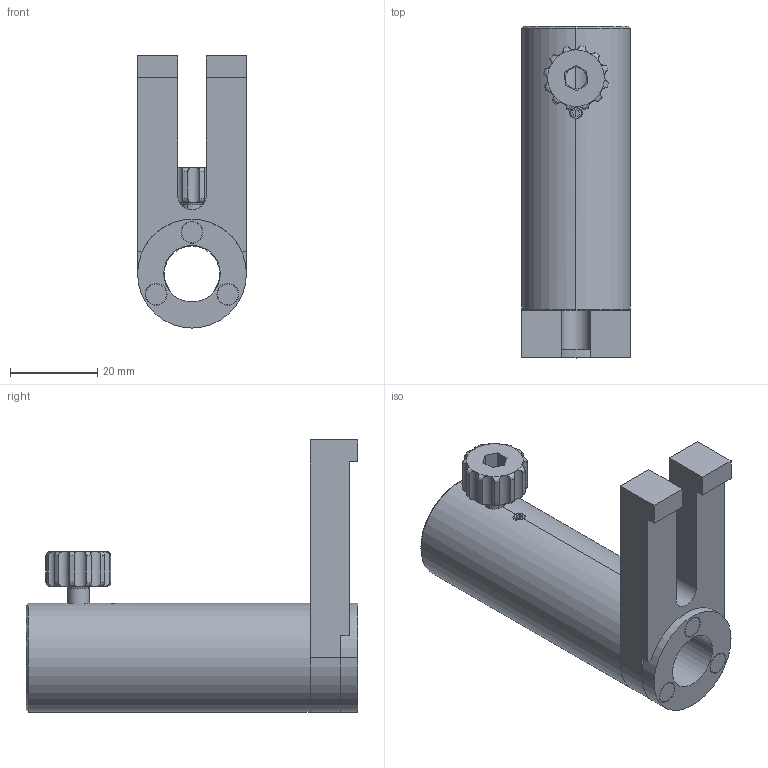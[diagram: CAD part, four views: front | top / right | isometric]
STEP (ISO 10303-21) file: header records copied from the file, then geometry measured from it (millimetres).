
FILE_DESCRIPTION (( 'STEP AP214' ), '1' );
FILE_NAME ('03PHB-3(M).STEP', '2018-07-25T08:26:54', ( '' ), ( '' ), 'SwSTEP 2.0', 'SolidWorks 2016', '' );
FILE_SCHEMA (( 'AUTOMOTIVE_DESIGN' ));
Length unit declared in the file: millimetre
Products named in the file (1): 03PHB-3(M)
Bounding box: 25 x 76.2 x 62.5 mm (x, y, z)
Surface area: 14559.1 mm2 (no closed solid volume)
Topology: 0 solids, 8 shells, 122 faces, 323 edges, 210 vertices
Faces by surface type: cylinder 49, plane 35, torus 32, cone 6
Entity records: 5815 total; most frequent: CARTESIAN_POINT 1466, DIRECTION 630, ORIENTED_EDGE 591, EDGE_CURVE 323, AXIS2_PLACEMENT_3D 250, VERTEX_POINT 210, EDGE_LOOP 136, VECTOR 130
